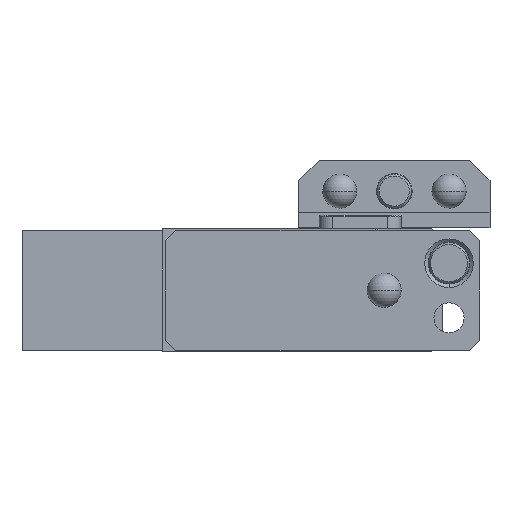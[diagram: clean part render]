
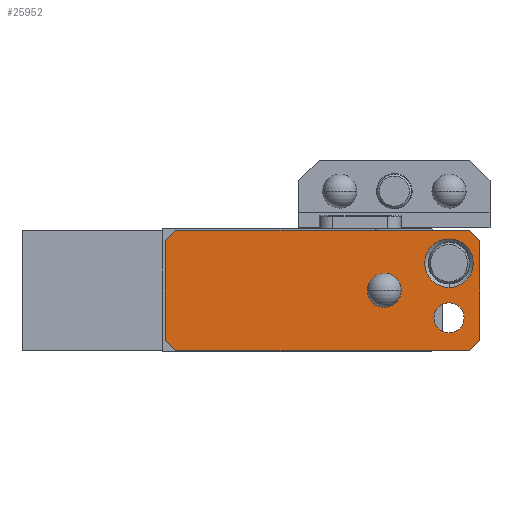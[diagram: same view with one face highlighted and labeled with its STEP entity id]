
A CAD part, front view. The second image highlights one B-rep face of the part: STEP entity #25952.
In plain terms, the highlighted planar face has unit normal (0, -1, 0).
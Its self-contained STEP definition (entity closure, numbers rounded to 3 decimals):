
#244 = LINE ( 'NONE', #18512, #19743 ) ;
#577 = VERTEX_POINT ( 'NONE', #9136 ) ;
#2138 = CIRCLE ( 'NONE', #25859, 2.2 ) ;
#2277 = ORIENTED_EDGE ( 'NONE', *, *, #10671, .T. ) ;
#2875 = VERTEX_POINT ( 'NONE', #19100 ) ;
#3005 = VECTOR ( 'NONE', #12499, 1000. ) ;
#3107 = AXIS2_PLACEMENT_3D ( 'NONE', #27304, #24071, #32390 ) ;
#3136 = DIRECTION ( 'NONE',  ( -1., 0., 0. ) ) ;
#3179 = ORIENTED_EDGE ( 'NONE', *, *, #24284, .F. ) ;
#3316 = DIRECTION ( 'NONE',  ( 0., 1., 0. ) ) ;
#3346 = ORIENTED_EDGE ( 'NONE', *, *, #13633, .T. ) ;
#3648 = CIRCLE ( 'NONE', #31740, 2.475 ) ;
#3987 = VERTEX_POINT ( 'NONE', #23897 ) ;
#5473 = CARTESIAN_POINT ( 'NONE',  ( -46., 0., 7.3 ) ) ;
#5646 = DIRECTION ( 'NONE',  ( 0., 0., -1. ) ) ;
#5919 = VERTEX_POINT ( 'NONE', #7001 ) ;
#6133 = EDGE_CURVE ( 'NONE', #3987, #577, #11036, .T. ) ;
#6197 = VECTOR ( 'NONE', #22740, 1000. ) ;
#6487 = FACE_BOUND ( 'NONE', #8868, .T. ) ;
#7000 = CARTESIAN_POINT ( 'NONE',  ( -41.5, 0., 4. ) ) ;
#7001 = CARTESIAN_POINT ( 'NONE',  ( -41.5, 0., 1.8 ) ) ;
#7021 = CARTESIAN_POINT ( 'NONE',  ( -46., 0., 8.8 ) ) ;
#7333 = EDGE_LOOP ( 'NONE', ( #3346, #11023 ) ) ;
#7435 = CARTESIAN_POINT ( 'NONE',  ( -46., 0., -8.8 ) ) ;
#8272 = CARTESIAN_POINT ( 'NONE',  ( 0., 0., 7.3 ) ) ;
#8472 = VERTEX_POINT ( 'NONE', #24908 ) ;
#8759 = EDGE_CURVE ( 'NONE', #8935, #577, #12719, .T. ) ;
#8868 = EDGE_LOOP ( 'NONE', ( #22936, #9732 ) ) ;
#8907 = EDGE_CURVE ( 'NONE', #19714, #8472, #32738, .T. ) ;
#8935 = VERTEX_POINT ( 'NONE', #25110 ) ;
#9047 = FACE_BOUND ( 'NONE', #7333, .T. ) ;
#9136 = CARTESIAN_POINT ( 'NONE',  ( -44.5, 0., -8.8 ) ) ;
#9241 = ORIENTED_EDGE ( 'NONE', *, *, #23786, .T. ) ;
#9342 = AXIS2_PLACEMENT_3D ( 'NONE', #19097, #30587, #30416 ) ;
#9487 = ORIENTED_EDGE ( 'NONE', *, *, #14563, .T. ) ;
#9550 = VECTOR ( 'NONE', #3136, 1000. ) ;
#9584 = DIRECTION ( 'NONE',  ( 1., 0., 0. ) ) ;
#9732 = ORIENTED_EDGE ( 'NONE', *, *, #31965, .T. ) ;
#10537 = ORIENTED_EDGE ( 'NONE', *, *, #8759, .F. ) ;
#10604 = DIRECTION ( 'NONE',  ( 0., 0., 1. ) ) ;
#10633 = VECTOR ( 'NONE', #9584, 1000. ) ;
#10671 = EDGE_CURVE ( 'NONE', #19714, #14106, #244, .T. ) ;
#10824 = CARTESIAN_POINT ( 'NONE',  ( -32., 0., 2.475 ) ) ;
#11009 = CARTESIAN_POINT ( 'NONE',  ( -44.5, 0., 8.8 ) ) ;
#11023 = ORIENTED_EDGE ( 'NONE', *, *, #25588, .T. ) ;
#11036 = LINE ( 'NONE', #24209, #26846 ) ;
#11264 = CARTESIAN_POINT ( 'NONE',  ( -41.5, 0., 4. ) ) ;
#11287 = CARTESIAN_POINT ( 'NONE',  ( -32., 0., 0. ) ) ;
#11852 = CARTESIAN_POINT ( 'NONE',  ( -41.5, 0., -7.55 ) ) ;
#11950 = EDGE_CURVE ( 'NONE', #5919, #12367, #2138, .T. ) ;
#12367 = VERTEX_POINT ( 'NONE', #26193 ) ;
#12499 = DIRECTION ( 'NONE',  ( 0.707, 0., 0.707 ) ) ;
#12719 = LINE ( 'NONE', #7435, #9550 ) ;
#13633 = EDGE_CURVE ( 'NONE', #33322, #19328, #20763, .T. ) ;
#13991 = DIRECTION ( 'NONE',  ( 0., 0., 1. ) ) ;
#14106 = VERTEX_POINT ( 'NONE', #5473 ) ;
#14563 = EDGE_CURVE ( 'NONE', #26948, #8472, #16016, .T. ) ;
#15199 = LINE ( 'NONE', #22930, #3005 ) ;
#15356 = AXIS2_PLACEMENT_3D ( 'NONE', #23602, #23433, #10604 ) ;
#16016 = LINE ( 'NONE', #26288, #6197 ) ;
#16182 = LINE ( 'NONE', #24080, #31147 ) ;
#16351 = DIRECTION ( 'NONE',  ( 0., 1., 0. ) ) ;
#16671 = FACE_OUTER_BOUND ( 'NONE', #32656, .T. ) ;
#16837 = FACE_BOUND ( 'NONE', #18507, .T. ) ;
#16939 = ORIENTED_EDGE ( 'NONE', *, *, #11950, .T. ) ;
#17948 = LINE ( 'NONE', #25520, #25287 ) ;
#18507 = EDGE_LOOP ( 'NONE', ( #9241, #16939 ) ) ;
#18512 = CARTESIAN_POINT ( 'NONE',  ( -44.5, 0., 8.8 ) ) ;
#18585 = VERTEX_POINT ( 'NONE', #19631 ) ;
#19097 = CARTESIAN_POINT ( 'NONE',  ( -41.5, 0., -4. ) ) ;
#19100 = CARTESIAN_POINT ( 'NONE',  ( -41.5, 0., -0.45 ) ) ;
#19328 = VERTEX_POINT ( 'NONE', #10824 ) ;
#19631 = CARTESIAN_POINT ( 'NONE',  ( 0., 0., -7.3 ) ) ;
#19714 = VERTEX_POINT ( 'NONE', #11009 ) ;
#19743 = VECTOR ( 'NONE', #26072, 1000. ) ;
#19754 = ORIENTED_EDGE ( 'NONE', *, *, #30028, .F. ) ;
#20763 = CIRCLE ( 'NONE', #15356, 2.475 ) ;
#20822 = DIRECTION ( 'NONE',  ( 0., 0., 1. ) ) ;
#21239 = DIRECTION ( 'NONE',  ( 0., 1., 0. ) ) ;
#21903 = PLANE ( 'NONE',  #3107 ) ;
#22516 = EDGE_CURVE ( 'NONE', #8935, #18585, #15199, .T. ) ;
#22740 = DIRECTION ( 'NONE',  ( -0.707, 0., 0.707 ) ) ;
#22930 = CARTESIAN_POINT ( 'NONE',  ( -1.5, 0., -8.8 ) ) ;
#22936 = ORIENTED_EDGE ( 'NONE', *, *, #25857, .T. ) ;
#23433 = DIRECTION ( 'NONE',  ( 0., 1., 0. ) ) ;
#23602 = CARTESIAN_POINT ( 'NONE',  ( -32., 0., 0. ) ) ;
#23780 = DIRECTION ( 'NONE',  ( 0., 0., 1. ) ) ;
#23786 = EDGE_CURVE ( 'NONE', #12367, #5919, #26316, .T. ) ;
#23897 = CARTESIAN_POINT ( 'NONE',  ( -46., 0., -7.3 ) ) ;
#24071 = DIRECTION ( 'NONE',  ( 0., 1., 0. ) ) ;
#24080 = CARTESIAN_POINT ( 'NONE',  ( 0., 0., -8.8 ) ) ;
#24209 = CARTESIAN_POINT ( 'NONE',  ( -46., 0., -7.3 ) ) ;
#24284 = EDGE_CURVE ( 'NONE', #3987, #14106, #17948, .T. ) ;
#24908 = CARTESIAN_POINT ( 'NONE',  ( -1.5, 0., 8.8 ) ) ;
#25110 = CARTESIAN_POINT ( 'NONE',  ( -1.5, 0., -8.8 ) ) ;
#25287 = VECTOR ( 'NONE', #20822, 1000. ) ;
#25520 = CARTESIAN_POINT ( 'NONE',  ( -46., 0., -8.8 ) ) ;
#25588 = EDGE_CURVE ( 'NONE', #19328, #33322, #3648, .T. ) ;
#25792 = CIRCLE ( 'NONE', #30127, 3.55 ) ;
#25857 = EDGE_CURVE ( 'NONE', #27111, #2875, #25792, .T. ) ;
#25859 = AXIS2_PLACEMENT_3D ( 'NONE', #7000, #33040, #30011 ) ;
#25952 = ADVANCED_FACE ( 'NONE', ( #16837, #6487, #9047, #16671 ), #21903, .F. ) ;
#26072 = DIRECTION ( 'NONE',  ( -0.707, 0., -0.707 ) ) ;
#26193 = CARTESIAN_POINT ( 'NONE',  ( -41.5, 0., 6.2 ) ) ;
#26288 = CARTESIAN_POINT ( 'NONE',  ( 0., 0., 7.3 ) ) ;
#26316 = CIRCLE ( 'NONE', #33362, 2.2 ) ;
#26319 = ORIENTED_EDGE ( 'NONE', *, *, #6133, .T. ) ;
#26745 = DIRECTION ( 'NONE',  ( 0.707, 0., -0.707 ) ) ;
#26846 = VECTOR ( 'NONE', #26745, 1000. ) ;
#26948 = VERTEX_POINT ( 'NONE', #8272 ) ;
#27111 = VERTEX_POINT ( 'NONE', #11852 ) ;
#27304 = CARTESIAN_POINT ( 'NONE',  ( 0., 0., 0. ) ) ;
#28819 = CARTESIAN_POINT ( 'NONE',  ( -41.5, 0., -4. ) ) ;
#29742 = ORIENTED_EDGE ( 'NONE', *, *, #8907, .F. ) ;
#29837 = CARTESIAN_POINT ( 'NONE',  ( -32., 0., -2.475 ) ) ;
#30011 = DIRECTION ( 'NONE',  ( 0., 0., 1. ) ) ;
#30028 = EDGE_CURVE ( 'NONE', #26948, #18585, #16182, .T. ) ;
#30127 = AXIS2_PLACEMENT_3D ( 'NONE', #28819, #21239, #31052 ) ;
#30416 = DIRECTION ( 'NONE',  ( 0., 0., 1. ) ) ;
#30587 = DIRECTION ( 'NONE',  ( 0., 1., 0. ) ) ;
#31052 = DIRECTION ( 'NONE',  ( 0., 0., 1. ) ) ;
#31147 = VECTOR ( 'NONE', #5646, 1000. ) ;
#31740 = AXIS2_PLACEMENT_3D ( 'NONE', #11287, #3316, #23780 ) ;
#31965 = EDGE_CURVE ( 'NONE', #2875, #27111, #33093, .T. ) ;
#32390 = DIRECTION ( 'NONE',  ( 0., 0., 1. ) ) ;
#32656 = EDGE_LOOP ( 'NONE', ( #19754, #9487, #29742, #2277, #3179, #26319, #10537, #32753 ) ) ;
#32738 = LINE ( 'NONE', #7021, #10633 ) ;
#32753 = ORIENTED_EDGE ( 'NONE', *, *, #22516, .T. ) ;
#33040 = DIRECTION ( 'NONE',  ( 0., 1., 0. ) ) ;
#33093 = CIRCLE ( 'NONE', #9342, 3.55 ) ;
#33322 = VERTEX_POINT ( 'NONE', #29837 ) ;
#33362 = AXIS2_PLACEMENT_3D ( 'NONE', #11264, #16351, #13991 ) ;
